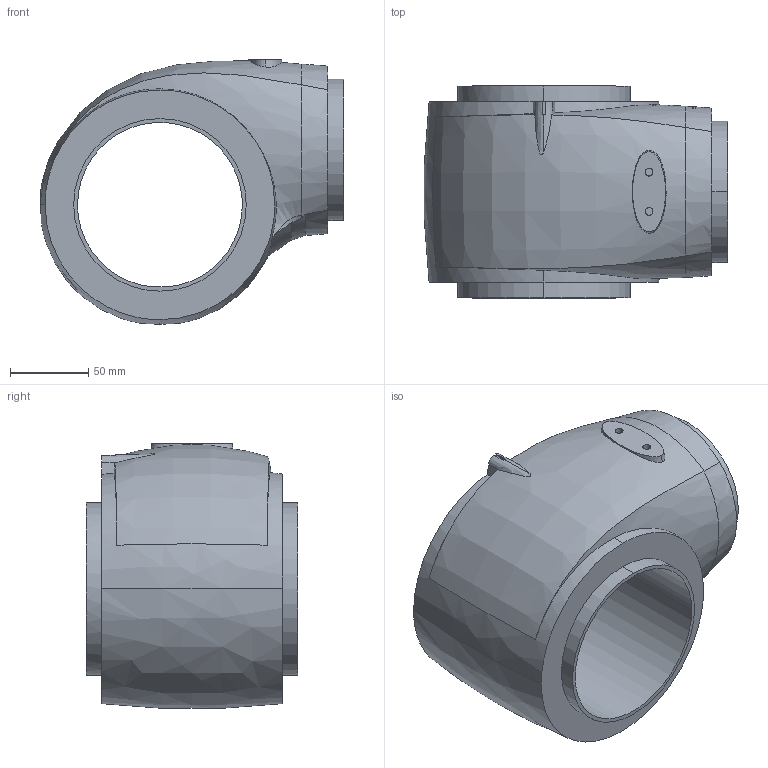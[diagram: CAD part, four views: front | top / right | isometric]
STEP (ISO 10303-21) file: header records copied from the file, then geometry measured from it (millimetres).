
FILE_DESCRIPTION(('CATIA V5 STEP Exchange'),'2;1');
FILE_NAME('Axis3.stp','2024-08-11T14:48:57+00:00',('none'),('none'),'CATIA Version 5 Release 21 GA (IN-10)','CATIA V5 STEP AP203','none');
FILE_SCHEMA(('CONFIG_CONTROL_DESIGN'));
Length unit declared in the file: millimetre
Products named in the file (1): GREPC1BDNVPG_6
Bounding box: 193.13 x 135 x 168.63 mm (x, y, z)
Volume: 1625689.9 mm3; surface area: 151889.5 mm2
Topology: 1 solids, 1 shells, 142 faces, 380 edges, 253 vertices
Faces by surface type: plane 81, bspline 40, cylinder 14, cone 4, extrusion 3
Entity records: 8415 total; most frequent: CARTESIAN_POINT 5369, ORIENTED_EDGE 760, EDGE_CURVE 380, DIRECTION 366, VERTEX_POINT 253, B_SPLINE_CURVE_WITH_KNOTS 213, EDGE_LOOP 157, VECTOR 146
